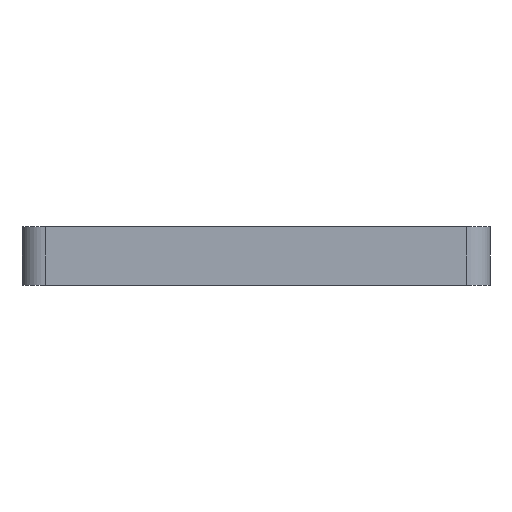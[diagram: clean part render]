
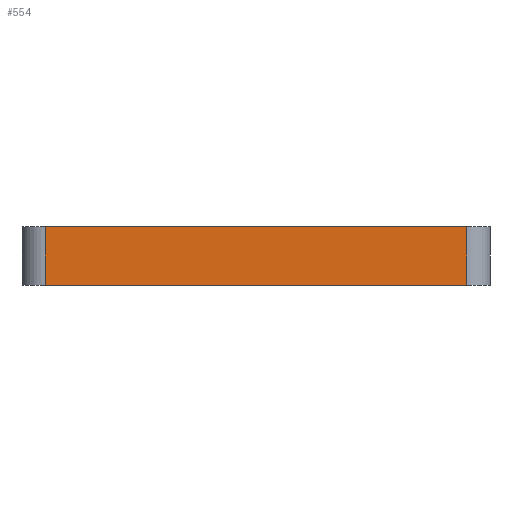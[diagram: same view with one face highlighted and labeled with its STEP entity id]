
A CAD part, left-side view. The second image highlights one B-rep face of the part: STEP entity #554.
In plain terms, the highlighted planar face has unit normal (-1, 0, 0).
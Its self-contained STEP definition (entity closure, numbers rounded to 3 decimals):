
#1 = DIRECTION ( 'NONE',  ( 0., -1., 0. ) ) ;
#23 = LINE ( 'NONE', #475, #458 ) ;
#35 = DIRECTION ( 'NONE',  ( 0., 1., 0. ) ) ;
#47 = CARTESIAN_POINT ( 'NONE',  ( -100., -18., 5. ) ) ;
#110 = VERTEX_POINT ( 'NONE', #651 ) ;
#123 = ORIENTED_EDGE ( 'NONE', *, *, #231, .T. ) ;
#135 = EDGE_CURVE ( 'NONE', #110, #734, #253, .T. ) ;
#146 = VERTEX_POINT ( 'NONE', #158 ) ;
#158 = CARTESIAN_POINT ( 'NONE',  ( -100., -18., 0. ) ) ;
#174 = DIRECTION ( 'NONE',  ( 0., 0., 1. ) ) ;
#221 = VERTEX_POINT ( 'NONE', #47 ) ;
#231 = EDGE_CURVE ( 'NONE', #734, #146, #23, .T. ) ;
#253 = LINE ( 'NONE', #772, #723 ) ;
#264 = PLANE ( 'NONE',  #483 ) ;
#267 = EDGE_LOOP ( 'NONE', ( #576, #511, #123, #564 ) ) ;
#303 = CARTESIAN_POINT ( 'NONE',  ( -100., 20., 5. ) ) ;
#377 = EDGE_CURVE ( 'NONE', #146, #221, #448, .T. ) ;
#405 = FACE_OUTER_BOUND ( 'NONE', #267, .T. ) ;
#448 = LINE ( 'NONE', #590, #668 ) ;
#458 = VECTOR ( 'NONE', #658, 1000. ) ;
#472 = DIRECTION ( 'NONE',  ( 0., 0., -1. ) ) ;
#475 = CARTESIAN_POINT ( 'NONE',  ( -100., 20., 0. ) ) ;
#477 = EDGE_CURVE ( 'NONE', #110, #221, #703, .T. ) ;
#483 = AXIS2_PLACEMENT_3D ( 'NONE', #627, #693, #35 ) ;
#511 = ORIENTED_EDGE ( 'NONE', *, *, #135, .T. ) ;
#554 = ADVANCED_FACE ( 'NONE', ( #405 ), #264, .F. ) ;
#564 = ORIENTED_EDGE ( 'NONE', *, *, #377, .T. ) ;
#566 = VECTOR ( 'NONE', #1, 1000. ) ;
#576 = ORIENTED_EDGE ( 'NONE', *, *, #477, .F. ) ;
#590 = CARTESIAN_POINT ( 'NONE',  ( -100., -18., 5. ) ) ;
#627 = CARTESIAN_POINT ( 'NONE',  ( -100., 20., 5. ) ) ;
#651 = CARTESIAN_POINT ( 'NONE',  ( -100., 18., 5. ) ) ;
#658 = DIRECTION ( 'NONE',  ( 0., -1., 0. ) ) ;
#668 = VECTOR ( 'NONE', #174, 1000. ) ;
#693 = DIRECTION ( 'NONE',  ( 1., 0., 0. ) ) ;
#703 = LINE ( 'NONE', #303, #566 ) ;
#723 = VECTOR ( 'NONE', #472, 1000. ) ;
#734 = VERTEX_POINT ( 'NONE', #777 ) ;
#772 = CARTESIAN_POINT ( 'NONE',  ( -100., 18., 5. ) ) ;
#777 = CARTESIAN_POINT ( 'NONE',  ( -100., 18., 0. ) ) ;
